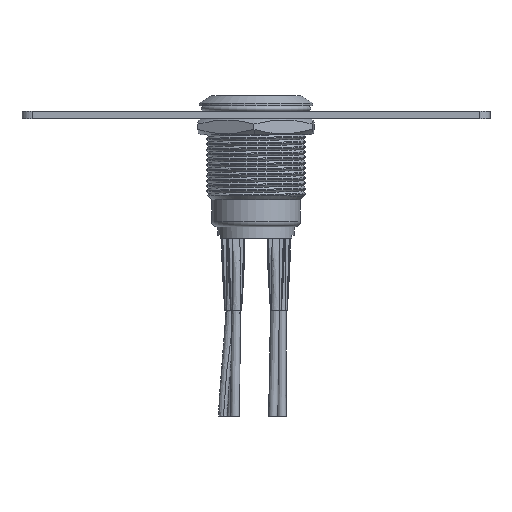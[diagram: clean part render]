
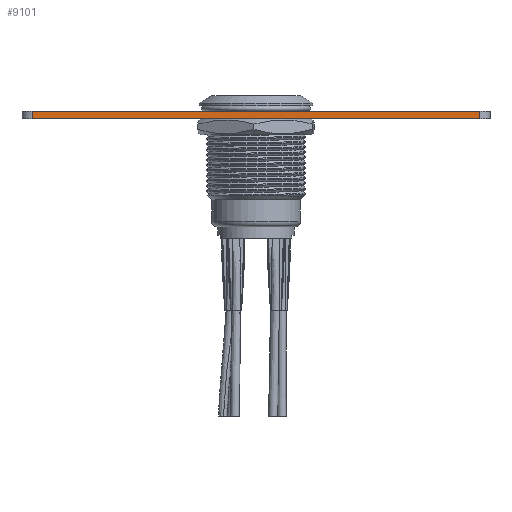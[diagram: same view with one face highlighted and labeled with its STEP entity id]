
A CAD part, left-side view. The second image highlights one B-rep face of the part: STEP entity #9101.
In plain terms, the highlighted planar face has unit normal (-1, 0, 0).
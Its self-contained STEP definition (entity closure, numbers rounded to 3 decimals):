
#1416 = VERTEX_POINT ( 'NONE', #9604 ) ;
#1979 = DIRECTION ( 'NONE',  ( 0., -1., 0. ) ) ;
#2422 = EDGE_CURVE ( 'NONE', #1416, #48497, #14282, .T. ) ;
#5234 = EDGE_CURVE ( 'NONE', #40226, #48497, #5862, .T. ) ;
#5299 = DIRECTION ( 'NONE',  ( 0., -1., 0. ) ) ;
#5862 = LINE ( 'NONE', #33062, #16339 ) ;
#6290 = CARTESIAN_POINT ( 'NONE',  ( -17.5, -43., 1.5 ) ) ;
#6311 = LINE ( 'NONE', #33769, #19755 ) ;
#6537 = DIRECTION ( 'NONE',  ( 0., 0., 1. ) ) ;
#9101 = ADVANCED_FACE ( 'NONE', ( #34867 ), #11563, .F. ) ;
#9604 = CARTESIAN_POINT ( 'NONE',  ( -17.5, -43., 0. ) ) ;
#11563 = PLANE ( 'NONE',  #31457 ) ;
#13748 = CARTESIAN_POINT ( 'NONE',  ( -17.5, 43., 1.5 ) ) ;
#14282 = LINE ( 'NONE', #6290, #47043 ) ;
#15781 = EDGE_CURVE ( 'NONE', #40226, #48742, #43818, .T. ) ;
#16095 = CARTESIAN_POINT ( 'NONE',  ( -17.5, -43., 1.5 ) ) ;
#16339 = VECTOR ( 'NONE', #1979, 1000. ) ;
#19083 = DIRECTION ( 'NONE',  ( 1., 0., 0. ) ) ;
#19755 = VECTOR ( 'NONE', #5299, 1000. ) ;
#20559 = EDGE_CURVE ( 'NONE', #48742, #1416, #6311, .T. ) ;
#21186 = ORIENTED_EDGE ( 'NONE', *, *, #2422, .T. ) ;
#21298 = DIRECTION ( 'NONE',  ( 0., 0., -1. ) ) ;
#22028 = EDGE_LOOP ( 'NONE', ( #47981, #21186, #41154, #51196 ) ) ;
#26877 = DIRECTION ( 'NONE',  ( 0., 0., -1. ) ) ;
#27927 = VECTOR ( 'NONE', #21298, 1000. ) ;
#31391 = CARTESIAN_POINT ( 'NONE',  ( -17.5, 43., 0. ) ) ;
#31457 = AXIS2_PLACEMENT_3D ( 'NONE', #46515, #19083, #26877 ) ;
#33062 = CARTESIAN_POINT ( 'NONE',  ( -17.5, 45., 1.5 ) ) ;
#33769 = CARTESIAN_POINT ( 'NONE',  ( -17.5, 45., 0. ) ) ;
#34867 = FACE_OUTER_BOUND ( 'NONE', #22028, .T. ) ;
#37073 = CARTESIAN_POINT ( 'NONE',  ( -17.5, 43., 1.5 ) ) ;
#40226 = VERTEX_POINT ( 'NONE', #13748 ) ;
#41154 = ORIENTED_EDGE ( 'NONE', *, *, #5234, .F. ) ;
#43818 = LINE ( 'NONE', #37073, #27927 ) ;
#46515 = CARTESIAN_POINT ( 'NONE',  ( -17.5, 45., 1.5 ) ) ;
#47043 = VECTOR ( 'NONE', #6537, 1000. ) ;
#47981 = ORIENTED_EDGE ( 'NONE', *, *, #20559, .T. ) ;
#48497 = VERTEX_POINT ( 'NONE', #16095 ) ;
#48742 = VERTEX_POINT ( 'NONE', #31391 ) ;
#51196 = ORIENTED_EDGE ( 'NONE', *, *, #15781, .T. ) ;
